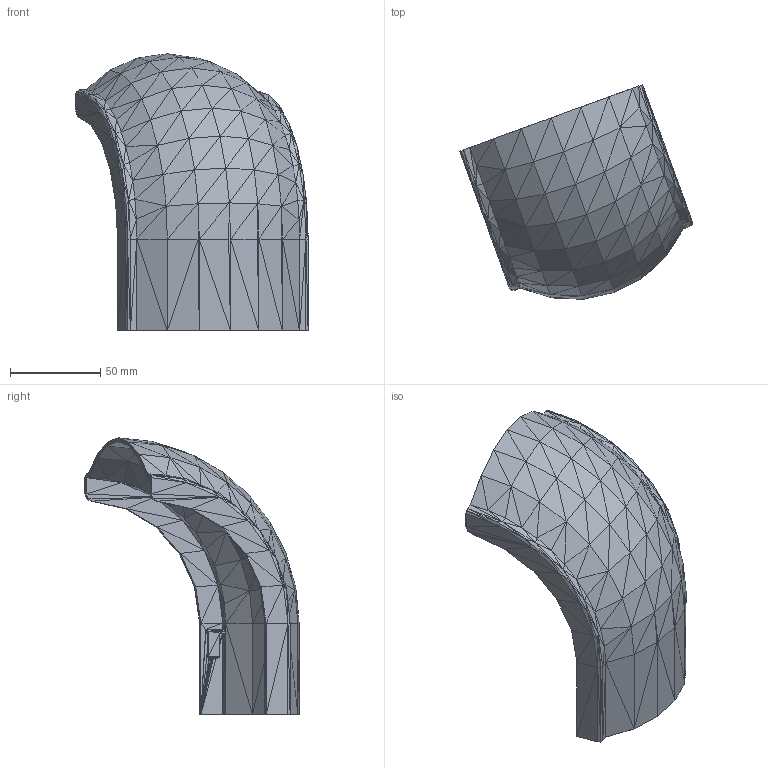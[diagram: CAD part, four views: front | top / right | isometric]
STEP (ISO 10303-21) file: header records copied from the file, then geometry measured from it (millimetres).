
FILE_DESCRIPTION(('FreeCAD Model'),'2;1');
FILE_NAME('Open CASCADE Shape Model','2022-11-28T14:27:09',('Author'),( ''),'Open CASCADE STEP processor 7.6','FreeCAD','Unknown');
FILE_SCHEMA(('AUTOMOTIVE_DESIGN { 1 0 10303 214 1 1 1 1 }'));
Length unit declared in the file: millimetre
Products named in the file (1): _0mm_cable_exit_cover001 (Solid)
Bounding box: 128.87 x 118.82 x 153.2 mm (x, y, z)
Volume: 57909.1 mm3; surface area: 56579.6 mm2
Topology: 1 solids, 1 shells, 696 faces, 1044 edges, 350 vertices
Faces by surface type: plane 696
Entity records: 27178 total; most frequent: DIRECTION 4526, CARTESIAN_POINT 4179, LINE 3132, VECTOR 3132, ORIENTED_EDGE 2088, PCURVE 2088, DEFINITIONAL_REPRESENTATION 2088, EDGE_CURVE 1044
